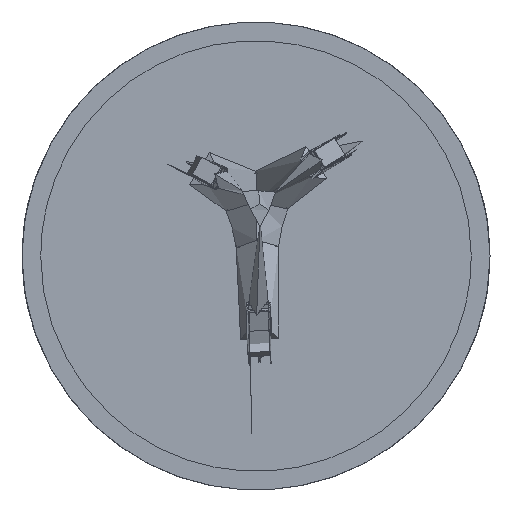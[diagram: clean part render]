
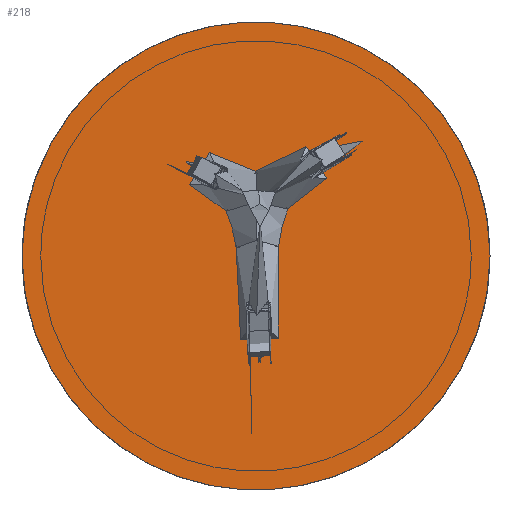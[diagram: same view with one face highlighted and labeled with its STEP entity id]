
A CAD part, top view. The second image highlights one B-rep face of the part: STEP entity #218.
In plain terms, the highlighted planar face has unit normal (0, 0, 1).
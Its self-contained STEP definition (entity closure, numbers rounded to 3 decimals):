
#218=ADVANCED_FACE($,(#464),#3447,.T.);
#464=FACE_OUTER_BOUND($,#710,.T.);
#710=EDGE_LOOP($,(#976,#977));
#976=ORIENTED_EDGE($,*,*,#2245,.F.);
#977=ORIENTED_EDGE($,*,*,#2244,.F.);
#2244=EDGE_CURVE($,#2893,#2894,#3821,.T.);
#2245=EDGE_CURVE($,#2894,#2893,#3822,.T.);
#2893=VERTEX_POINT($,#4453);
#2894=VERTEX_POINT($,#4454);
#3447=PLANE($,#4195);
#3821=(
BOUNDED_CURVE()
B_SPLINE_CURVE(2,(#4407,#4408,#4409,#4410,#4411),.UNSPECIFIED.,.F.,.F.)
B_SPLINE_CURVE_WITH_KNOTS((3,2,3),(-785.398,-589.049,-392.699),
.UNSPECIFIED.)
CURVE()
GEOMETRIC_REPRESENTATION_ITEM()
RATIONAL_B_SPLINE_CURVE((1.,0.707,1.,0.707,1.))
REPRESENTATION_ITEM($)
);
#3822=(
BOUNDED_CURVE()
B_SPLINE_CURVE(2,(#4412,#4413,#4414,#4415,#4416),.UNSPECIFIED.,.F.,.F.)
B_SPLINE_CURVE_WITH_KNOTS((3,2,3),(-392.699,-196.35,0.),
.UNSPECIFIED.)
CURVE()
GEOMETRIC_REPRESENTATION_ITEM()
RATIONAL_B_SPLINE_CURVE((1.,0.707,1.,0.707,1.))
REPRESENTATION_ITEM($)
);
#4195=AXIS2_PLACEMENT_3D($,#4441,#4270,$);
#4270=DIRECTION($,(0.,0.,1.));
#4407=CARTESIAN_POINT($,(-110.,-25.981,2.));
#4408=CARTESIAN_POINT($,(-110.,99.019,2.));
#4409=CARTESIAN_POINT($,(15.,99.019,2.));
#4410=CARTESIAN_POINT($,(140.,99.019,2.));
#4411=CARTESIAN_POINT($,(140.,-25.981,2.));
#4412=CARTESIAN_POINT($,(140.,-25.981,2.));
#4413=CARTESIAN_POINT($,(140.,-150.981,2.));
#4414=CARTESIAN_POINT($,(15.,-150.981,2.));
#4415=CARTESIAN_POINT($,(-110.,-150.981,2.));
#4416=CARTESIAN_POINT($,(-110.,-25.981,2.));
#4441=CARTESIAN_POINT($,(-112.5,-153.481,2.));
#4453=CARTESIAN_POINT($,(-110.,-25.981,2.));
#4454=CARTESIAN_POINT($,(140.,-25.981,2.));
